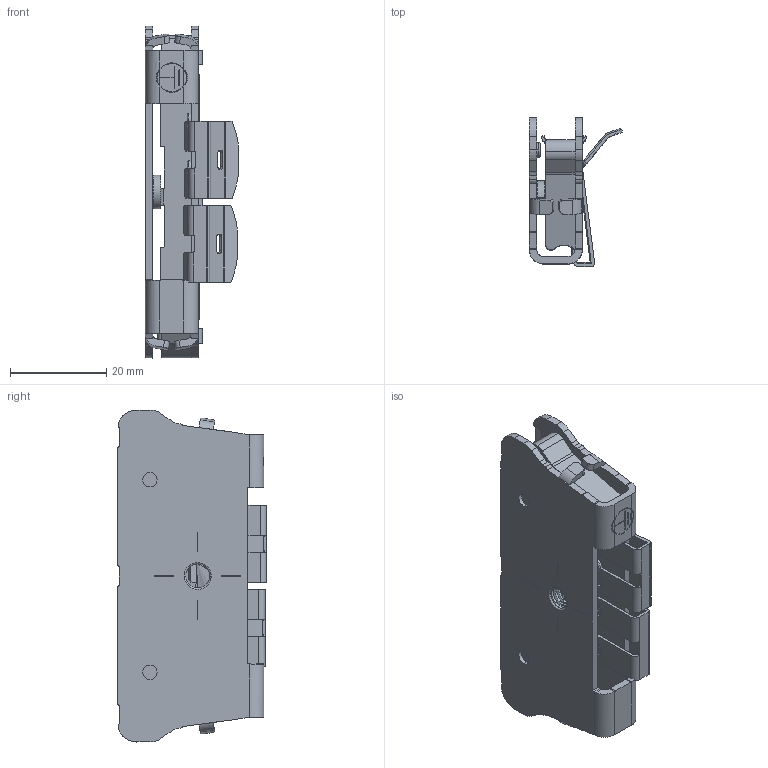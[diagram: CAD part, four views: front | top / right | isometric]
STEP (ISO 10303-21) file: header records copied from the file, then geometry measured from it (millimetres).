
FILE_DESCRIPTION (( 'STEP AP214' ), '1' );
FILE_NAME ('1048-103.STEP', '2024-11-22T10:25:21', ( '' ), ( '' ), 'SwSTEP 2.0', 'SolidWorks 2022', '' );
FILE_SCHEMA (( 'AUTOMOTIVE_DESIGN' ));
Length unit declared in the file: millimetre
Products named in the file (4): 1048-103; 1099-081-13_01_2022_PRT.PRT.1_1; 1099-080; 1015-023-KLAMMER-10.07.2024-SCHRIFTGR_S_VSSE-1.8.1
Assembly tree (4 placements, depth 2):
  1048-103
    1099-080
    1015-023-KLAMMER-10.07.2024-SCHRIFTGR_S_VSSE-1.8.1  x2
    1099-081-13_01_2022_PRT.PRT.1_1
Bounding box: 19.38 x 30.93 x 69 mm (x, y, z)
Volume: 7070.9 mm3; surface area: 13357.1 mm2
Topology: 4 solids, 4 shells, 1062 faces, 3001 edges, 1993 vertices
Faces by surface type: plane 709, cylinder 288, bspline 65
Entity records: 53445 total; most frequent: CARTESIAN_POINT 19141, ORIENTED_EDGE 5542, DIRECTION 3900, EDGE_CURVE 2771, VERTEX_POINT 1843, VECTOR 1672, LINE 1672, AXIS2_PLACEMENT_3D 1114
